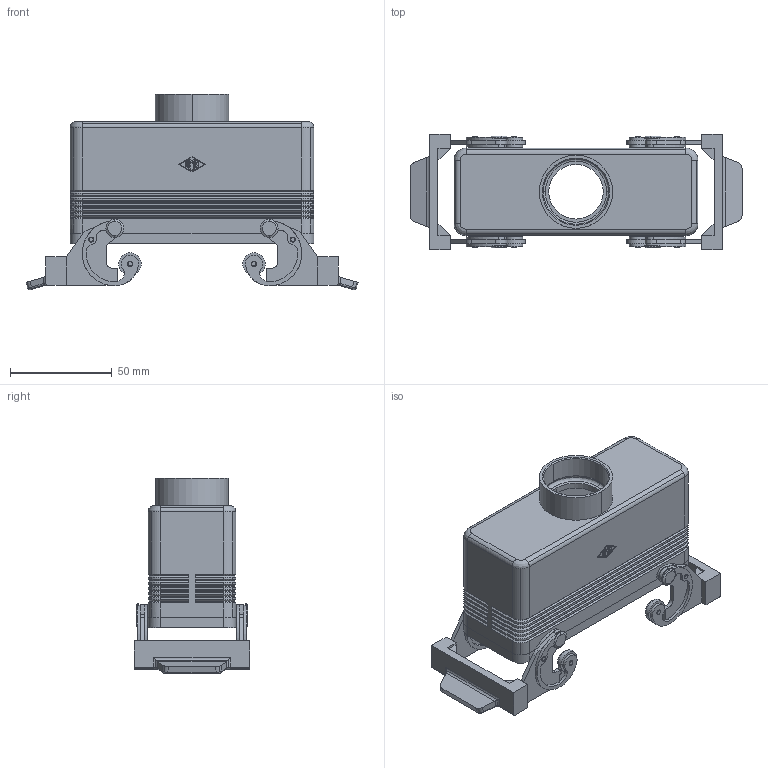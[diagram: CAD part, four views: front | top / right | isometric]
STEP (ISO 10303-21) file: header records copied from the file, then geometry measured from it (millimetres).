
FILE_DESCRIPTION((''),'2;1');
FILE_NAME('MHV 24 G32.stp','2006-12-21T09:12:16',('gembarski'),(''),'Autodesk Inventor 7','Autodesk Inventor 7','');
FILE_SCHEMA(('AUTOMOTIVE_DESIGN { 1 0 10303 214 1 1 1 1 }'));
Length unit declared in the file: millimetre
Products named in the file (1): CHV Tüllengehäuse 2 Bügel für einen Einsatz
Bounding box: 163.32 x 57 x 96.21 mm (x, y, z)
Volume: 101328.9 mm3; surface area: 65488.5 mm2
Topology: 1 solids, 5 shells, 923 faces, 2350 edges, 1455 vertices
Faces by surface type: plane 285, bspline 281, cylinder 235, cone 102, torus 20
Entity records: 30759 total; most frequent: CARTESIAN_POINT 8678, ORIENTED_EDGE 4684, DIRECTION 4601, EDGE_CURVE 2342, AXIS2_PLACEMENT_3D 1632, VERTEX_POINT 1455, VECTOR 1337, LINE 1337
